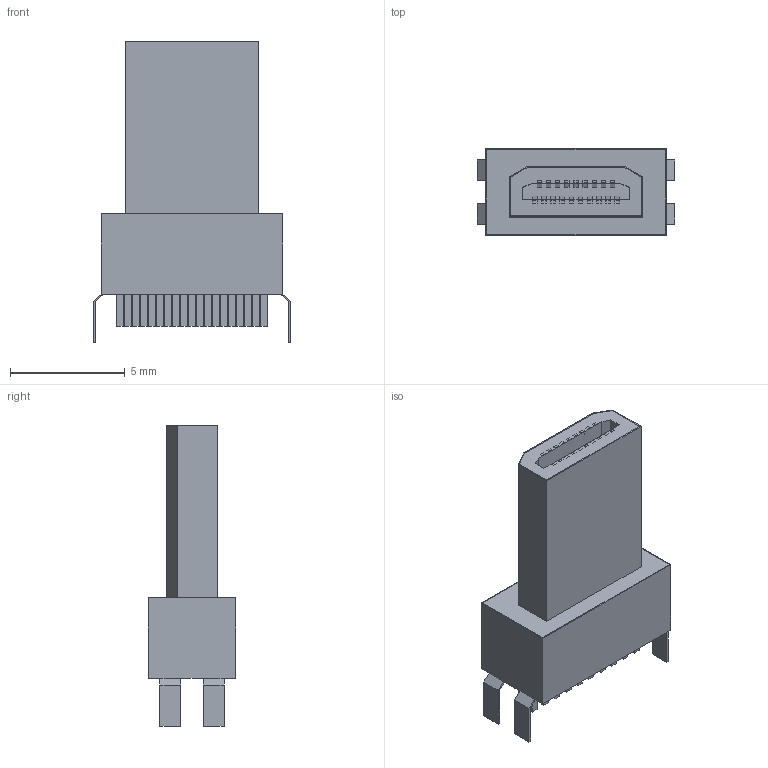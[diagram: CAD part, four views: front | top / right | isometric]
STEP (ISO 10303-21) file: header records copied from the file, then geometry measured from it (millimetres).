
FILE_DESCRIPTION (( 'STEP AP214' ), '1' );
FILE_NAME ('User Library-HDMID.STEP', '2021-08-10T16:11:22', ( '' ), ( '' ), 'SwSTEP 2.0', 'SolidWorks 2021', '' );
FILE_SCHEMA (( 'AUTOMOTIVE_DESIGN' ));
Length unit declared in the file: millimetre
Products named in the file (4): Fusion003; User Library-HDMID; B; A
Assembly tree (3 placements, depth 2):
  User Library-HDMID
    Fusion003
    B
    A
Bounding box: 8.6 x 3.8 x 13.11 mm (x, y, z)
Volume: 188 mm3; surface area: 853.6 mm2
Topology: 41 solids, 41 shells, 421 faces, 998 edges, 660 vertices
Faces by surface type: plane 421
Entity records: 16825 total; most frequent: CARTESIAN_POINT 2085, ORIENTED_EDGE 1996, DIRECTION 1852, LINE 998, EDGE_CURVE 998, VECTOR 998, VERTEX_POINT 660, UNCERTAINTY_MEASURE_WITH_UNIT 455
